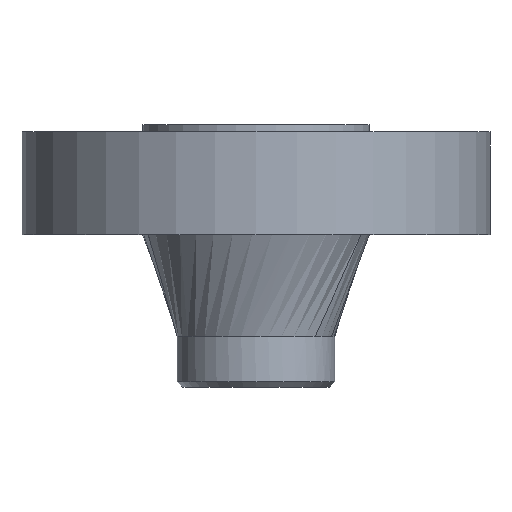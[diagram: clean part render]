
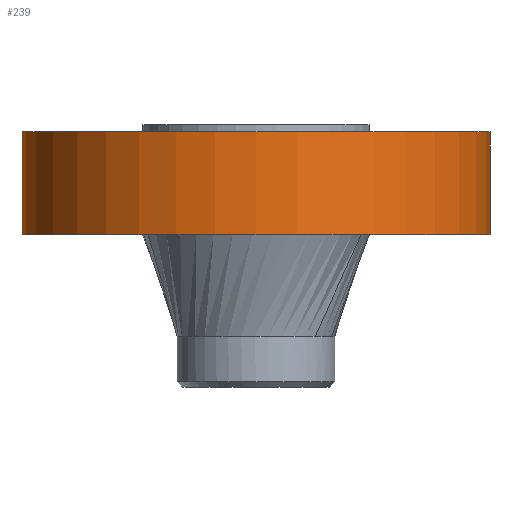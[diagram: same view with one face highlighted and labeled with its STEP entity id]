
A CAD part, front view. The second image highlights one B-rep face of the part: STEP entity #239.
In plain terms, the highlighted cylindrical face has radius 209.55 mm (diameter 419.1 mm), a partial arc.
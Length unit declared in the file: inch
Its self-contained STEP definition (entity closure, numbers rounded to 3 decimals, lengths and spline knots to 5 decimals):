
#113 = LINE ( 'NONE', #289, #472 ) ;
#137 = LINE ( 'NONE', #921, #939 ) ;
#170 = CARTESIAN_POINT ( 'NONE',  ( -8.25, 0., 0. ) ) ;
#182 = CARTESIAN_POINT ( 'NONE',  ( 0., 0., -3.62 ) ) ;
#186 = VERTEX_POINT ( 'NONE', #1070 ) ;
#227 = FACE_OUTER_BOUND ( 'NONE', #850, .T. ) ;
#239 = ADVANCED_FACE ( 'NONE', ( #227 ), #489, .T. ) ;
#247 = ORIENTED_EDGE ( 'NONE', *, *, #814, .T. ) ;
#264 = ORIENTED_EDGE ( 'NONE', *, *, #1005, .F. ) ;
#281 = VERTEX_POINT ( 'NONE', #170 ) ;
#282 = CIRCLE ( 'NONE', #389, 8.25 ) ;
#288 = CIRCLE ( 'NONE', #393, 8.25 ) ;
#289 = CARTESIAN_POINT ( 'NONE',  ( -8.25, 0., -26.95452 ) ) ;
#318 = EDGE_CURVE ( 'NONE', #281, #186, #282, .T. ) ;
#362 = VERTEX_POINT ( 'NONE', #420 ) ;
#376 = DIRECTION ( 'NONE',  ( 0., 0., 1. ) ) ;
#384 = CARTESIAN_POINT ( 'NONE',  ( 8.25, 0., -3.62 ) ) ;
#389 = AXIS2_PLACEMENT_3D ( 'NONE', #670, #684, #858 ) ;
#393 = AXIS2_PLACEMENT_3D ( 'NONE', #182, #688, #411 ) ;
#411 = DIRECTION ( 'NONE',  ( 1., 0., 0. ) ) ;
#416 = ORIENTED_EDGE ( 'NONE', *, *, #318, .F. ) ;
#420 = CARTESIAN_POINT ( 'NONE',  ( -8.25, 0., -3.62 ) ) ;
#472 = VECTOR ( 'NONE', #376, 39.37008 ) ;
#489 = CYLINDRICAL_SURFACE ( 'NONE', #849, 8.25 ) ;
#670 = CARTESIAN_POINT ( 'NONE',  ( 0., 0., 0. ) ) ;
#683 = EDGE_CURVE ( 'NONE', #362, #281, #113, .T. ) ;
#684 = DIRECTION ( 'NONE',  ( 0., 0., 1. ) ) ;
#688 = DIRECTION ( 'NONE',  ( 0., 0., -1. ) ) ;
#754 = DIRECTION ( 'NONE',  ( 0., 0., 1. ) ) ;
#814 = EDGE_CURVE ( 'NONE', #827, #186, #137, .T. ) ;
#827 = VERTEX_POINT ( 'NONE', #384 ) ;
#828 = DIRECTION ( 'NONE',  ( 0., 0., 1. ) ) ;
#838 = CARTESIAN_POINT ( 'NONE',  ( 0., 0., -26.95452 ) ) ;
#849 = AXIS2_PLACEMENT_3D ( 'NONE', #838, #754, #1094 ) ;
#850 = EDGE_LOOP ( 'NONE', ( #967, #264, #247, #416 ) ) ;
#858 = DIRECTION ( 'NONE',  ( 1., 0., 0. ) ) ;
#921 = CARTESIAN_POINT ( 'NONE',  ( 8.25, 0., -26.95452 ) ) ;
#939 = VECTOR ( 'NONE', #828, 39.37008 ) ;
#967 = ORIENTED_EDGE ( 'NONE', *, *, #683, .F. ) ;
#1005 = EDGE_CURVE ( 'NONE', #827, #362, #288, .T. ) ;
#1070 = CARTESIAN_POINT ( 'NONE',  ( 8.25, 0., 0. ) ) ;
#1094 = DIRECTION ( 'NONE',  ( 1., 0., 0. ) ) ;
